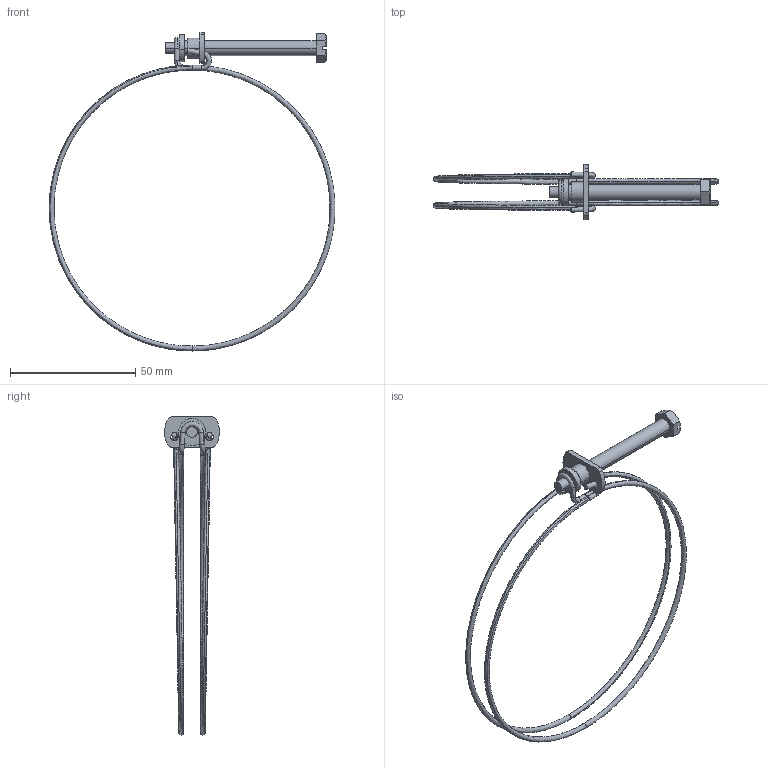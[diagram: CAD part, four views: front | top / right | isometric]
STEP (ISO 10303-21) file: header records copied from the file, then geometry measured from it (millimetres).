
FILE_DESCRIPTION((''),'2;1');
FILE_NAME('','2005-12-14T15:13:53',(''),(''),'','CADfix','');
FILE_SCHEMA(('AUTOMOTIVE_DESIGN'));
Length unit declared in the file: millimetre
Products named in the file (4): screw; holder; band; TM_145SS_110_19045_36
Assembly tree (3 placements, depth 2):
  TM_145SS_110_19045_36
    screw
    holder
    band
Bounding box: 113.95 x 21.97 x 126.85 mm (x, y, z)
Volume: 4990.7 mm3; surface area: 7305.9 mm2
Topology: 3 solids, 3 shells, 90 faces, 296 edges, 216 vertices
Faces by surface type: bspline 90
Entity records: 5144 total; most frequent: CARTESIAN_POINT 3441, ORIENTED_EDGE 592, EDGE_CURVE 296, VERTEX_POINT 216, EDGE_LOOP 100, QUASI_UNIFORM_CURVE 96, FACE_OUTER_BOUND 90, ADVANCED_FACE 90
